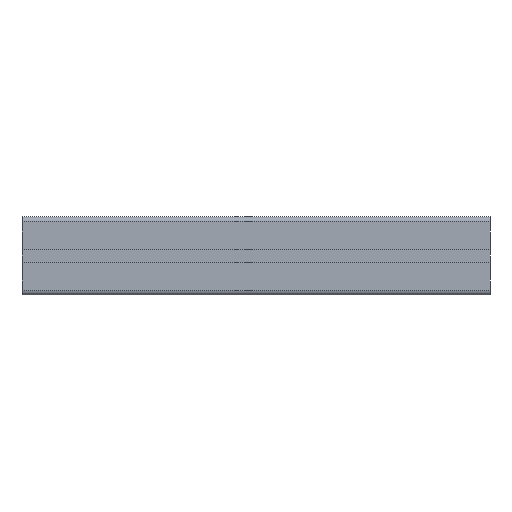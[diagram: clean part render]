
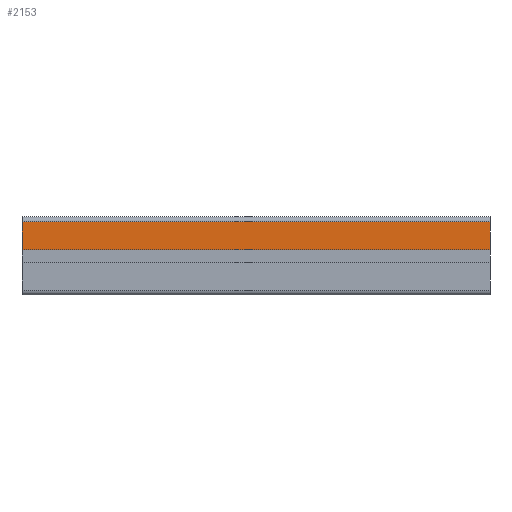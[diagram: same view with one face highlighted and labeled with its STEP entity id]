
A CAD part, left-side view. The second image highlights one B-rep face of the part: STEP entity #2153.
In plain terms, the highlighted face is planar.
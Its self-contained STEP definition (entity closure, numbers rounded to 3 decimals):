
#38 = DIRECTION ( 'NONE',  ( 1., 0., 0. ) ) ;
#44 = DIRECTION ( 'NONE',  ( 0., 0., -1. ) ) ;
#46 = FACE_OUTER_BOUND ( 'NONE', #2890, .T. ) ;
#47 = PLANE ( 'NONE',  #4607 ) ;
#48 = CARTESIAN_POINT ( 'NONE',  ( 15., 4.1, -300. ) ) ;
#189 = ORIENTED_EDGE ( 'NONE', *, *, #1795, .F. ) ;
#191 = ORIENTED_EDGE ( 'NONE', *, *, #1723, .T. ) ;
#227 = ORIENTED_EDGE ( 'NONE', *, *, #1789, .F. ) ;
#228 = ORIENTED_EDGE ( 'NONE', *, *, #1691, .T. ) ;
#252 = LINE ( 'NONE', #270, #4609 ) ;
#270 = CARTESIAN_POINT ( 'NONE',  ( 15., 22., -300. ) ) ;
#272 = DIRECTION ( 'NONE',  ( 0., 0., 1. ) ) ;
#951 = CARTESIAN_POINT ( 'NONE',  ( 15., 4.1, 0. ) ) ;
#958 = CARTESIAN_POINT ( 'NONE',  ( 15., 22., 0. ) ) ;
#960 = CARTESIAN_POINT ( 'NONE',  ( 15., 4.1, -300. ) ) ;
#970 = CARTESIAN_POINT ( 'NONE',  ( 15., 22., -300. ) ) ;
#1691 = EDGE_CURVE ( 'NONE', #2845, #2834, #252, .T. ) ;
#1723 = EDGE_CURVE ( 'NONE', #2838, #2845, #5146, .T. ) ;
#1789 = EDGE_CURVE ( 'NONE', #2838, #2840, #2512, .T. ) ;
#1795 = EDGE_CURVE ( 'NONE', #2840, #2834, #2525, .T. ) ;
#2153 = ADVANCED_FACE ( 'PLANAR_18', ( #46 ), #47, .T. ) ;
#2505 = DIRECTION ( 'NONE',  ( 0., 0., 1. ) ) ;
#2509 = CARTESIAN_POINT ( 'NONE',  ( 15., 4.1, -300. ) ) ;
#2512 = LINE ( 'NONE', #2509, #4760 ) ;
#2525 = LINE ( 'NONE', #2532, #4702 ) ;
#2532 = CARTESIAN_POINT ( 'NONE',  ( 15., 4.1, 0. ) ) ;
#2554 = DIRECTION ( 'NONE',  ( 0., 1., 0. ) ) ;
#2834 = VERTEX_POINT ( 'NONE', #958 ) ;
#2838 = VERTEX_POINT ( 'NONE', #960 ) ;
#2840 = VERTEX_POINT ( 'NONE', #951 ) ;
#2845 = VERTEX_POINT ( 'NONE', #970 ) ;
#2890 = EDGE_LOOP ( 'NONE', ( #189, #227, #191, #228 ) ) ;
#4607 = AXIS2_PLACEMENT_3D ( 'NONE', #48, #38, #44 ) ;
#4609 = VECTOR ( 'NONE', #272, 1000. ) ;
#4692 = VECTOR ( 'NONE', #5148, 1000. ) ;
#4702 = VECTOR ( 'NONE', #2554, 1000. ) ;
#4760 = VECTOR ( 'NONE', #2505, 1000. ) ;
#5146 = LINE ( 'NONE', #5147, #4692 ) ;
#5147 = CARTESIAN_POINT ( 'NONE',  ( 15., 4.1, -300. ) ) ;
#5148 = DIRECTION ( 'NONE',  ( 0., 1., 0. ) ) ;
